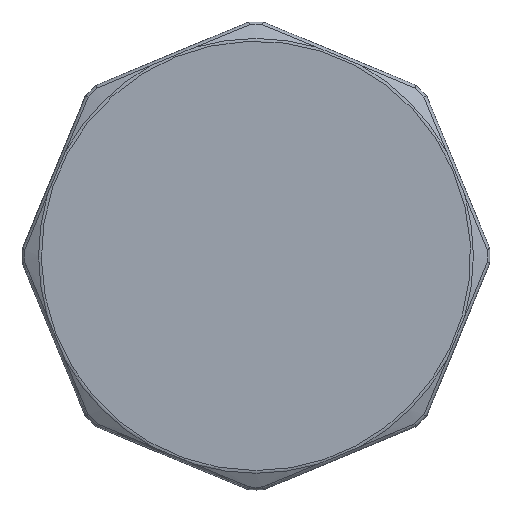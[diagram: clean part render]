
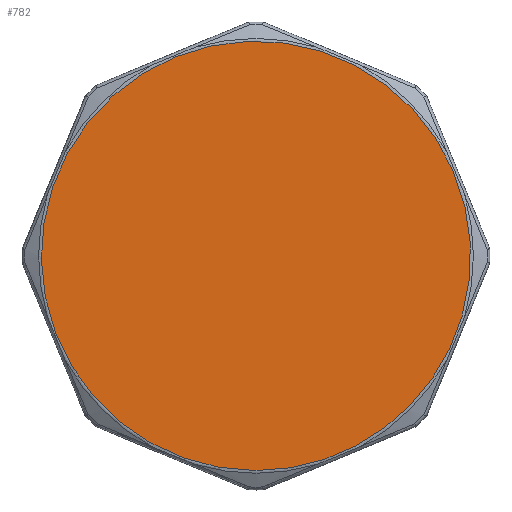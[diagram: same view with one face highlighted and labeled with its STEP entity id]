
A CAD part, top view. The second image highlights one B-rep face of the part: STEP entity #782.
In plain terms, the highlighted planar face has unit normal (0, 0, 1).
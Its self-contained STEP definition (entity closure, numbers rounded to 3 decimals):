
#139=PLANE('',#837);
#168=FACE_OUTER_BOUND('',#220,.T.);
#220=EDGE_LOOP('',(#524));
#270=CIRCLE('',#838,39.232);
#308=VERTEX_POINT('',#1096);
#394=EDGE_CURVE('',#308,#308,#270,.T.);
#524=ORIENTED_EDGE('',*,*,#394,.F.);
#782=ADVANCED_FACE('',(#168),#139,.T.);
#837=AXIS2_PLACEMENT_3D('',#1095,#927,#928);
#838=AXIS2_PLACEMENT_3D('',#1097,#929,#930);
#927=DIRECTION('center_axis',(0.,0.,1.));
#928=DIRECTION('ref_axis',(1.,0.,0.));
#929=DIRECTION('center_axis',(0.,0.,-1.));
#930=DIRECTION('ref_axis',(0.,1.,0.));
#1095=CARTESIAN_POINT('Origin',(0.,0.,
24.));
#1096=CARTESIAN_POINT('',(0.,-39.232,24.));
#1097=CARTESIAN_POINT('Origin',(0.,0.,24.));
